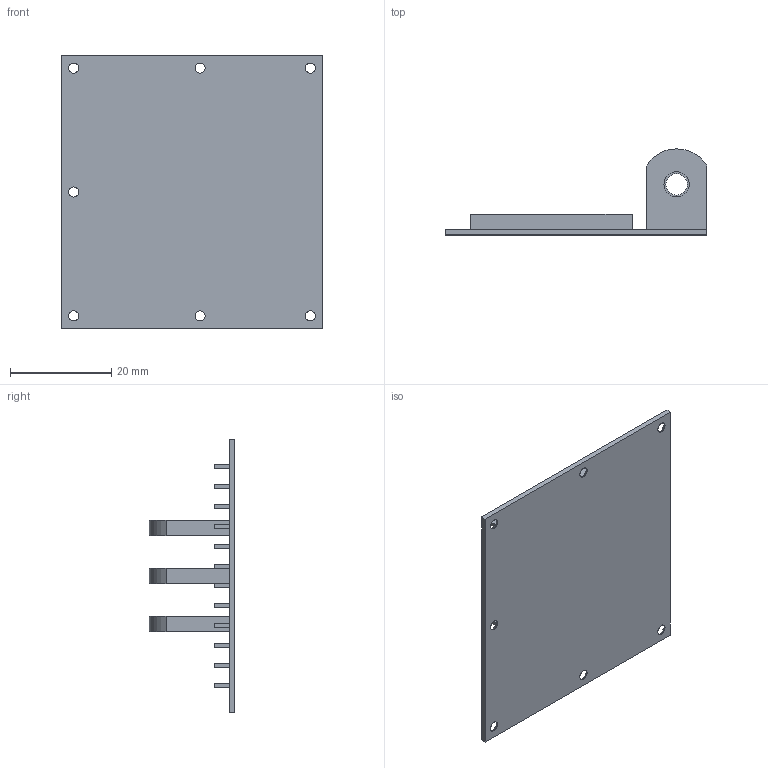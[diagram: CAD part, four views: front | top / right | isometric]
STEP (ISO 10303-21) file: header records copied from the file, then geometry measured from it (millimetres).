
FILE_DESCRIPTION(/* description */ (''),/* implementation_level */ '2;1');
FILE_NAME(/* name */ 'Radiateur.step',/* time_stamp */ '2018-06-29T12:54:36+02:00',/* author */ ('maxime.dubernardVDA7Y'),/* organization */ (''),/* preprocessor_version */ 'ST-DEVELOPER v17',/* originating_system */ 'Autodesk Translation Framework v7.1.0.215',/* authorisation */ '');
FILE_SCHEMA (('AUTOMOTIVE_DESIGN { 1 0 10303 214 3 1 1 }'));
Length unit declared in the file: millimetre
Products named in the file (1): Radiateur
Bounding box: 51.8 x 17 x 54 mm (x, y, z)
Volume: 5137.2 mm3; surface area: 9508.9 mm2
Topology: 1 solids, 1 shells, 95 faces, 236 edges, 155 vertices
Faces by surface type: plane 75, cylinder 13, cone 7
Full cylindrical faces by diameter (mm): 2 x7, 4.234 x1, 5 x2
Entity records: 2860 total; most frequent: CARTESIAN_POINT 487, ORIENTED_EDGE 472, DIRECTION 461, EDGE_CURVE 236, LINE 203, VECTOR 203, VERTEX_POINT 155, AXIS2_PLACEMENT_3D 129
